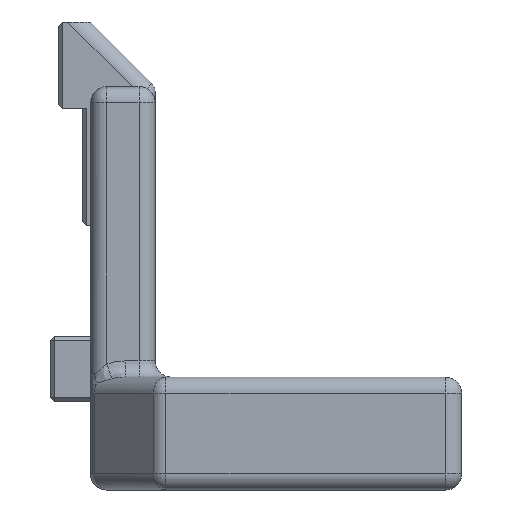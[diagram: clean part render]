
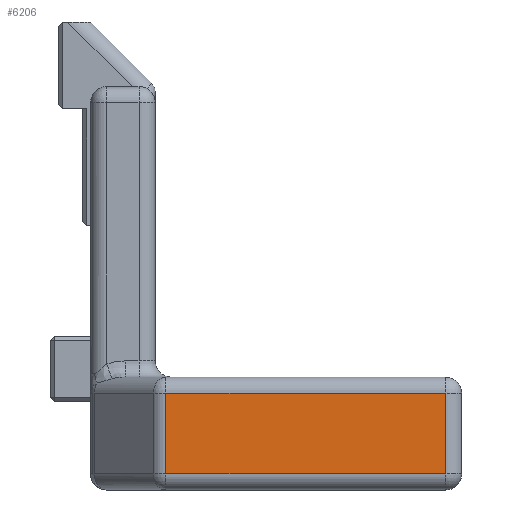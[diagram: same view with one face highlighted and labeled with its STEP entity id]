
A CAD part, left-side view. The second image highlights one B-rep face of the part: STEP entity #6206.
In plain terms, the highlighted planar face has unit normal (-1, 0, 0).
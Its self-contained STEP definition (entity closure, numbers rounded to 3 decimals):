
#270=PLANE('',#6755);
#401=LINE('',#9427,#983);
#406=LINE('',#9442,#988);
#641=LINE('',#10387,#1223);
#643=LINE('',#10395,#1225);
#983=VECTOR('',#7190,10.);
#988=VECTOR('',#7209,10.);
#1223=VECTOR('',#7978,10.);
#1225=VECTOR('',#7990,10.);
#1866=FACE_OUTER_BOUND('',#2278,.T.);
#2278=EDGE_LOOP('',(#5017,#5018,#5019,#5020));
#2757=VERTEX_POINT('',#9418);
#2760=VERTEX_POINT('',#9425);
#2763=VERTEX_POINT('',#9441);
#2967=VERTEX_POINT('',#10381);
#3277=EDGE_CURVE('',#2760,#2757,#401,.T.);
#3285=EDGE_CURVE('',#2757,#2763,#406,.T.);
#3654=EDGE_CURVE('',#2967,#2760,#641,.T.);
#3658=EDGE_CURVE('',#2763,#2967,#643,.T.);
#5017=ORIENTED_EDGE('',*,*,#3277,.F.);
#5018=ORIENTED_EDGE('',*,*,#3654,.F.);
#5019=ORIENTED_EDGE('',*,*,#3658,.F.);
#5020=ORIENTED_EDGE('',*,*,#3285,.F.);
#6206=ADVANCED_FACE('',(#1866),#270,.T.);
#6755=AXIS2_PLACEMENT_3D('',#10446,#8067,#8068);
#7190=DIRECTION('',(0.,0.,1.));
#7209=DIRECTION('',(0.,-1.,0.));
#7978=DIRECTION('',(0.,1.,0.));
#7990=DIRECTION('',(0.,0.,-1.));
#8067=DIRECTION('center_axis',(-1.,0.,0.));
#8068=DIRECTION('ref_axis',(0.,-1.,0.));
#9418=CARTESIAN_POINT('',(-42.631,31.606,42.));
#9425=CARTESIAN_POINT('',(-42.631,31.606,32.));
#9427=CARTESIAN_POINT('',(-42.631,31.606,30.));
#9441=CARTESIAN_POINT('',(-42.631,-3.07,42.));
#9442=CARTESIAN_POINT('',(-42.631,28.992,42.));
#10381=CARTESIAN_POINT('',(-42.631,-3.07,32.));
#10387=CARTESIAN_POINT('',(-42.631,17.492,32.));
#10395=CARTESIAN_POINT('',(-42.631,-3.07,30.));
#10446=CARTESIAN_POINT('Origin',(-42.631,25.012,30.));
